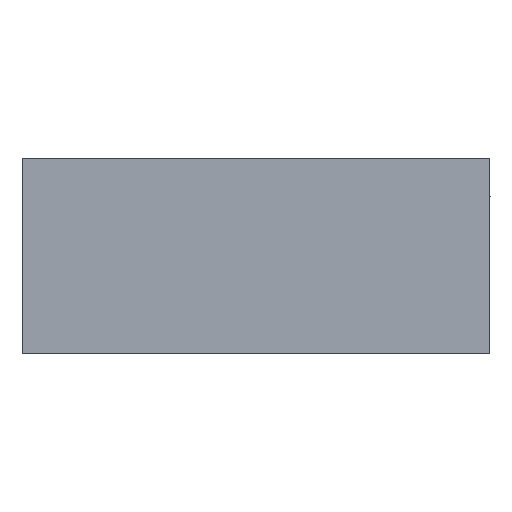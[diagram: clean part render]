
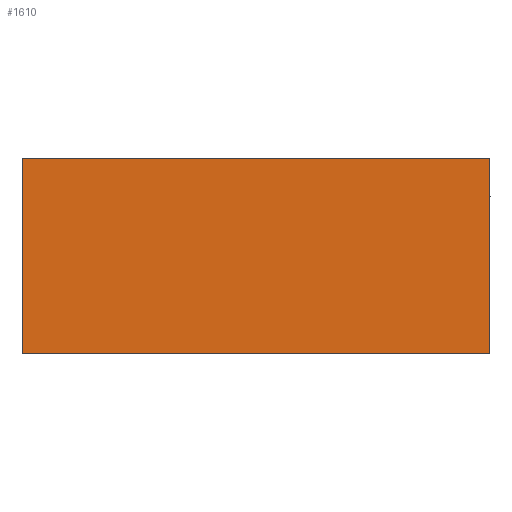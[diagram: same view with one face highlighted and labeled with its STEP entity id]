
A CAD part, left-side view. The second image highlights one B-rep face of the part: STEP entity #1610.
In plain terms, the highlighted planar face has unit normal (-1, 0, 0).
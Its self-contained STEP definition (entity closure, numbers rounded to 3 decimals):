
#127=FACE_OUTER_BOUND('',#227,.T.);
#227=EDGE_LOOP('',(#1130,#1131,#1132,#1133,#1134));
#325=LINE('',#2314,#460);
#340=LINE('',#2359,#475);
#344=LINE('',#2367,#479);
#353=LINE('',#2389,#488);
#375=LINE('',#2505,#510);
#460=VECTOR('',#1865,10.);
#475=VECTOR('',#1894,10.);
#479=VECTOR('',#1900,10.);
#488=VECTOR('',#1919,10.);
#510=VECTOR('',#1955,10.);
#650=VERTEX_POINT('',#2311);
#651=VERTEX_POINT('',#2313);
#668=VERTEX_POINT('',#2358);
#671=VERTEX_POINT('',#2366);
#679=VERTEX_POINT('',#2388);
#808=EDGE_CURVE('',#651,#650,#325,.T.);
#828=EDGE_CURVE('',#668,#651,#340,.T.);
#832=EDGE_CURVE('',#668,#671,#344,.T.);
#843=EDGE_CURVE('',#679,#671,#353,.T.);
#875=EDGE_CURVE('',#650,#679,#375,.T.);
#1130=ORIENTED_EDGE('',*,*,#828,.T.);
#1131=ORIENTED_EDGE('',*,*,#808,.T.);
#1132=ORIENTED_EDGE('',*,*,#875,.T.);
#1133=ORIENTED_EDGE('',*,*,#843,.T.);
#1134=ORIENTED_EDGE('',*,*,#832,.F.);
#1546=PLANE('',#1723);
#1610=ADVANCED_FACE('',(#127),#1546,.T.);
#1723=AXIS2_PLACEMENT_3D('',#2504,#1953,#1954);
#1865=DIRECTION('',(0.,1.,0.));
#1894=DIRECTION('',(0.,0.,1.));
#1900=DIRECTION('',(0.,0.,-1.));
#1919=DIRECTION('',(0.,-1.,0.));
#1953=DIRECTION('center_axis',(-1.,0.,0.));
#1954=DIRECTION('ref_axis',(0.,0.,
-1.));
#1955=DIRECTION('',(0.,0.,-1.));
#2311=CARTESIAN_POINT('',(-30.287,-3.125,63.164));
#2313=CARTESIAN_POINT('',(-30.287,-27.479,63.164));
#2314=CARTESIAN_POINT('',(-30.287,-17.43,63.164));
#2358=CARTESIAN_POINT('',(-30.287,-27.479,61.164));
#2359=CARTESIAN_POINT('',(-30.287,-27.479,61.353));
#2366=CARTESIAN_POINT('',(-30.287,-27.479,52.964));
#2367=CARTESIAN_POINT('',(-30.287,-27.479,56.465));
#2388=CARTESIAN_POINT('',(-30.287,-3.125,52.964));
#2389=CARTESIAN_POINT('',(-30.287,-26.227,52.964));
#2504=CARTESIAN_POINT('Origin',(-30.287,-17.43,58.065));
#2505=CARTESIAN_POINT('',(-30.287,-3.125,46.64));
